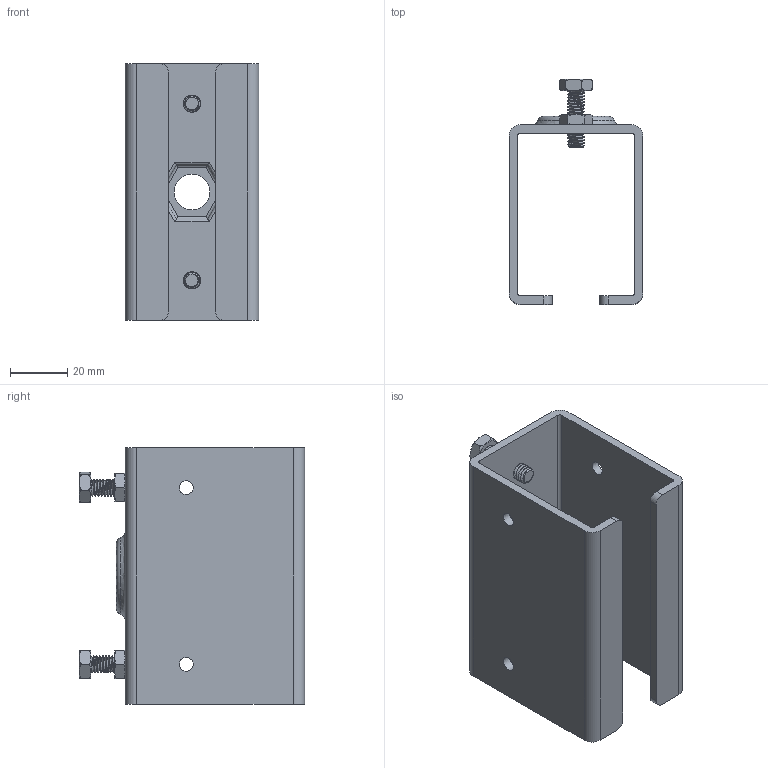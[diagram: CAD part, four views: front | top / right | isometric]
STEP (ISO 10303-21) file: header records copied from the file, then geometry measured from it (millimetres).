
FILE_DESCRIPTION((''),'2;1');
FILE_NAME('5041M.stp','2013-11-07T10:38:49',('DOMINIQUE'),(''),'Autodesk Inventor 2013','Autodesk Inventor 2013','');
FILE_SCHEMA(('AUTOMOTIVE_DESIGN { 1 0 10303 214 1 1 1 1 }'));
Length unit declared in the file: millimetre
Products named in the file (4): 5041M; 14545; vis TH M6x20; JIS B 1181 -fini Classe 3  (Taraudage usuel - Métrique) Classe 3 -finiM6
Assembly tree (5 placements, depth 2):
  5041M
    14545
    vis TH M6x20  x2
    JIS B 1181 -fini Classe 3  (Taraudage usuel - Métrique) Classe 3 -finiM6  x2
Bounding box: 47 x 79 x 90 mm (x, y, z)
Volume: 52605.1 mm3; surface area: 37931.1 mm2
Topology: 5 solids, 5 shells, 137 faces, 331 edges, 208 vertices
Faces by surface type: plane 58, cylinder 39, cone 30, bspline 5, torus 5
Full cylindrical faces by diameter (mm): 4.917 x8, 12.5 x1
Entity records: 5577 total; most frequent: CARTESIAN_POINT 3339, DIRECTION 442, ORIENTED_EDGE 428, EDGE_CURVE 214, AXIS2_PLACEMENT_3D 175, VERTEX_POINT 142, EDGE_LOOP 126, FACE_OUTER_BOUND 94
